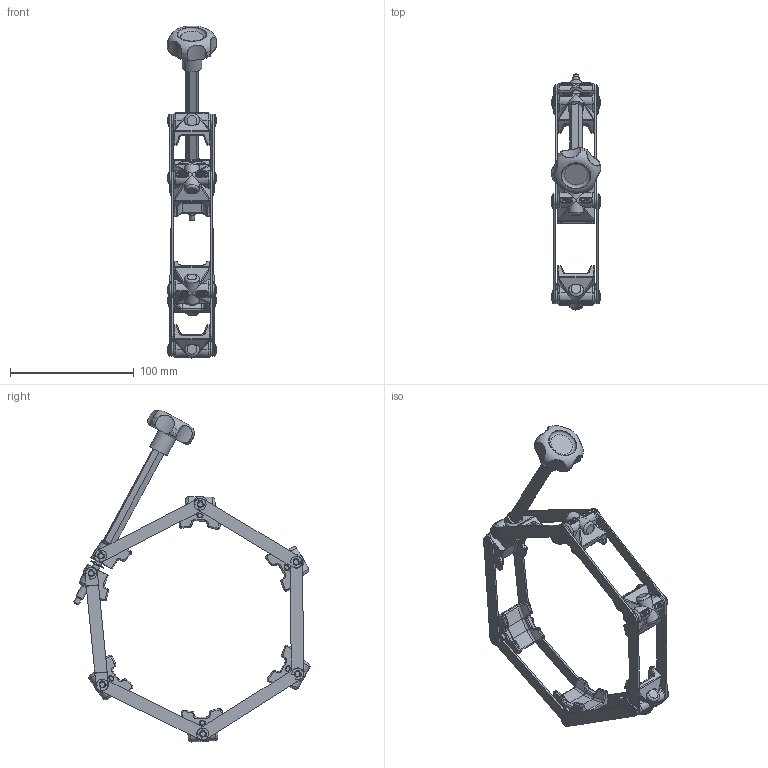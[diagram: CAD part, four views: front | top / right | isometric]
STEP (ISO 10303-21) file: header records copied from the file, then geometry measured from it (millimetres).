
FILE_DESCRIPTION(/* description */ (''),/* implementation_level */ '2;1');
FILE_NAME(/* name */ '30.125012.221.912',/* time_stamp */ '2019-09-03T14:41:16+02:00',/* author */ ('Murat Coskun Bicak'),/* organization */ ('Evac AG'),/* preprocessor_version */ 'ST-DEVELOPER v16.7',/* originating_system */ 'DEX',/* authorisation */ $);
FILE_SCHEMA (('AUTOMOTIVE_DESIGN {1 0 10303 214 3 1 1}'));
Length unit declared in the file: millimetre
Products named in the file (15): 30.125012.221.912; 03.260.001-GTXSW; 03.039.090.5-IX; 03.050.004-IX; 03.039.090.5-IX-Anordnung1; 03.260.002-GTXSW; 03.260.003-GTXSW; 00.5206.00-MS; 00.1204.00-A4; 03.065.000-IX; 00.1106.00-IX; 03.073.000-IX; 00.1205.00-A4; 00.5008.00
Assembly tree (48 placements, depth 3):
  30.125012.221.912
    03.260.001-GTXSW  x5
    03.039.090.5-IX  x10
    03.050.004-IX  x5
    03.039.090.5-IX-Anordnung1  x2
    03.260.002-GTXSW
    03.260.003-GTXSW
      03.260.003-GTXSW
      00.5206.00-MS
    00.1204.00-A4  x14
    03.065.000-IX  x4
    00.1106.00-IX
    03.073.000-IX
    00.1205.00-A4
    00.5008.00
Bounding box: 40 x 190.7 x 268.25 mm (x, y, z)
Volume: 121012.4 mm3; surface area: 75807.2 mm2
Topology: 47 solids, 47 shells, 3142 faces, 8012 edges, 5211 vertices
Faces by surface type: plane 1812, cylinder 957, bspline 172, torus 111, sphere 64, cone 26
Full cylindrical faces by diameter (mm): 4 x14, 4.4 x1, 4.8 x4, 4.9 x3, 5 x53, 6 x3, 6.1 x2, 6.4 x1, 7 x1, 8 x2, 12 x1, 16 x1, 26 x1
Entity records: 39066 total; most frequent: CARTESIAN_POINT 12088, ORIENTED_EDGE 5572, DIRECTION 5353, EDGE_CURVE 2786, AXIS2_PLACEMENT_3D 1916, VERTEX_POINT 1847, LINE 1521, VECTOR 1521
